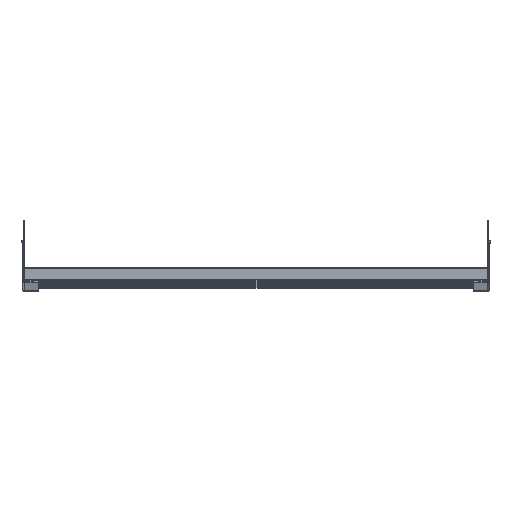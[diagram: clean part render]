
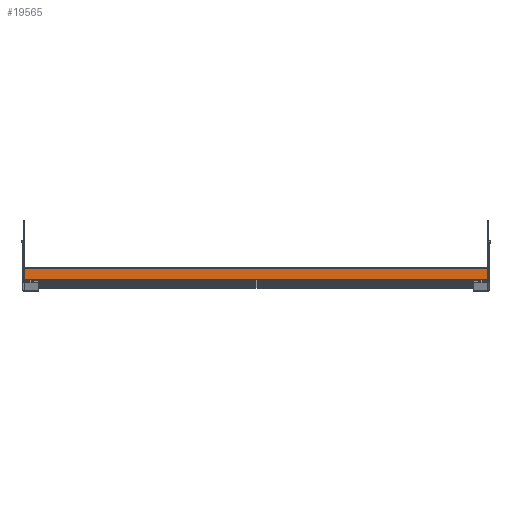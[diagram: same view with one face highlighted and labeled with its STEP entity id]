
A CAD part, top view. The second image highlights one B-rep face of the part: STEP entity #19565.
In plain terms, the highlighted planar face has unit normal (0, 0, 1).
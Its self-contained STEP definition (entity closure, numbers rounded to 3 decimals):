
#1122 = LINE ( 'NONE', #2324, #1125 ) ;
#1125 = VECTOR ( 'NONE', #2326, 1000. ) ;
#1126 = LINE ( 'NONE', #2328, #1129 ) ;
#1129 = VECTOR ( 'NONE', #2330, 1000. ) ;
#1134 = LINE ( 'NONE', #2336, #1137 ) ;
#1137 = VECTOR ( 'NONE', #2338, 1000. ) ;
#1170 = LINE ( 'NONE', #2372, #1172 ) ;
#1172 = VECTOR ( 'NONE', #2374, 1000. ) ;
#1234 = CARTESIAN_POINT ( 'NONE',  ( -585.1, -18.709, 2877.21 ) ) ;
#1244 = CARTESIAN_POINT ( 'NONE',  ( -17.3, -18.709, 2877.21 ) ) ;
#1245 = CARTESIAN_POINT ( 'NONE',  ( -578.3, -18.709, 2877.21 ) ) ;
#1247 = CARTESIAN_POINT ( 'NONE',  ( -596.3, -18.709, 2877.21 ) ) ;
#1248 = CARTESIAN_POINT ( 'NONE',  ( 0.7, -18.709, 2877.21 ) ) ;
#1251 = CARTESIAN_POINT ( 'NONE',  ( -10.5, -18.709, 2877.21 ) ) ;
#1259 = CARTESIAN_POINT ( 'NONE',  ( -596.3, -2.709, 2877.21 ) ) ;
#1261 = CARTESIAN_POINT ( 'NONE',  ( 0.7, -2.709, 2877.21 ) ) ;
#2324 = CARTESIAN_POINT ( 'NONE',  ( 0.7, -18.709, 2877.21 ) ) ;
#2326 = DIRECTION ( 'NONE',  ( -1., 0., 0. ) ) ;
#2328 = CARTESIAN_POINT ( 'NONE',  ( 0.7, -18.709, 2877.21 ) ) ;
#2330 = DIRECTION ( 'NONE',  ( -1., 0., 0. ) ) ;
#2336 = CARTESIAN_POINT ( 'NONE',  ( 0.7, -18.709, 2877.21 ) ) ;
#2338 = DIRECTION ( 'NONE',  ( -1., 0., 0. ) ) ;
#2372 = CARTESIAN_POINT ( 'NONE',  ( 0.7, -2.709, 2877.21 ) ) ;
#2374 = DIRECTION ( 'NONE',  ( -1., 0., 0. ) ) ;
#2376 = CARTESIAN_POINT ( 'NONE',  ( -596.3, -18.709, 2877.21 ) ) ;
#2377 = DIRECTION ( 'NONE',  ( 0., 1., 0. ) ) ;
#2378 = CARTESIAN_POINT ( 'NONE',  ( 0.7, -18.709, 2877.21 ) ) ;
#2379 = DIRECTION ( 'NONE',  ( 1., 0., 0. ) ) ;
#2380 = CARTESIAN_POINT ( 'NONE',  ( 0.7, -18.709, 2877.21 ) ) ;
#2381 = DIRECTION ( 'NONE',  ( 1., 0., 0. ) ) ;
#2382 = CARTESIAN_POINT ( 'NONE',  ( 0.7, -18.709, 2877.21 ) ) ;
#2383 = DIRECTION ( 'NONE',  ( 0., 1., 0. ) ) ;
#2843 = LINE ( 'NONE', #2376, #2844 ) ;
#2844 = VECTOR ( 'NONE', #2377, 1000. ) ;
#2845 = LINE ( 'NONE', #2380, #2849 ) ;
#2846 = LINE ( 'NONE', #2378, #2847 ) ;
#2847 = VECTOR ( 'NONE', #2379, 1000. ) ;
#2848 = LINE ( 'NONE', #2382, #2851 ) ;
#2849 = VECTOR ( 'NONE', #2381, 1000. ) ;
#2851 = VECTOR ( 'NONE', #2383, 1000. ) ;
#3345 = FACE_OUTER_BOUND ( 'NONE', #16526, .T. ) ;
#3761 = AXIS2_PLACEMENT_3D ( 'NONE', #5881, #5890, #5891 ) ;
#5881 = CARTESIAN_POINT ( 'NONE',  ( 0.7, -18.709, 2877.21 ) ) ;
#5888 = PLANE ( 'NONE',  #3761 ) ;
#5890 = DIRECTION ( 'NONE',  ( 0., 0., 1. ) ) ;
#5891 = DIRECTION ( 'NONE',  ( 0., -1., 0. ) ) ;
#8045 = ORIENTED_EDGE ( 'NONE', *, *, #19086, .F. ) ;
#8046 = ORIENTED_EDGE ( 'NONE', *, *, #19112, .T. ) ;
#8047 = ORIENTED_EDGE ( 'NONE', *, *, #19090, .F. ) ;
#8048 = ORIENTED_EDGE ( 'NONE', *, *, #19113, .T. ) ;
#8049 = ORIENTED_EDGE ( 'NONE', *, *, #19108, .T. ) ;
#10899 = VERTEX_POINT ( 'NONE', #1234 ) ;
#10909 = VERTEX_POINT ( 'NONE', #1244 ) ;
#10910 = VERTEX_POINT ( 'NONE', #1245 ) ;
#10912 = VERTEX_POINT ( 'NONE', #1247 ) ;
#10913 = VERTEX_POINT ( 'NONE', #1248 ) ;
#10916 = VERTEX_POINT ( 'NONE', #1251 ) ;
#10924 = VERTEX_POINT ( 'NONE', #1259 ) ;
#10926 = VERTEX_POINT ( 'NONE', #1261 ) ;
#16092 = ORIENTED_EDGE ( 'NONE', *, *, #19110, .F. ) ;
#16093 = ORIENTED_EDGE ( 'NONE', *, *, #19084, .F. ) ;
#16094 = ORIENTED_EDGE ( 'NONE', *, *, #19111, .T. ) ;
#16526 = EDGE_LOOP ( 'NONE', ( #16092, #16093, #16094, #8045, #8046, #8047, #8048, #8049 ) ) ;
#19084 = EDGE_CURVE ( 'NONE', #10899, #10912, #1122, .T. ) ;
#19086 = EDGE_CURVE ( 'NONE', #10909, #10910, #1126, .T. ) ;
#19090 = EDGE_CURVE ( 'NONE', #10913, #10916, #1134, .T. ) ;
#19108 = EDGE_CURVE ( 'NONE', #10926, #10924, #1170, .T. ) ;
#19110 = EDGE_CURVE ( 'NONE', #10912, #10924, #2843, .T. ) ;
#19111 = EDGE_CURVE ( 'NONE', #10899, #10910, #2846, .T. ) ;
#19112 = EDGE_CURVE ( 'NONE', #10909, #10916, #2845, .T. ) ;
#19113 = EDGE_CURVE ( 'NONE', #10913, #10926, #2848, .T. ) ;
#19565 = ADVANCED_FACE ( 'NONE', ( #3345 ), #5888, .T. ) ;
